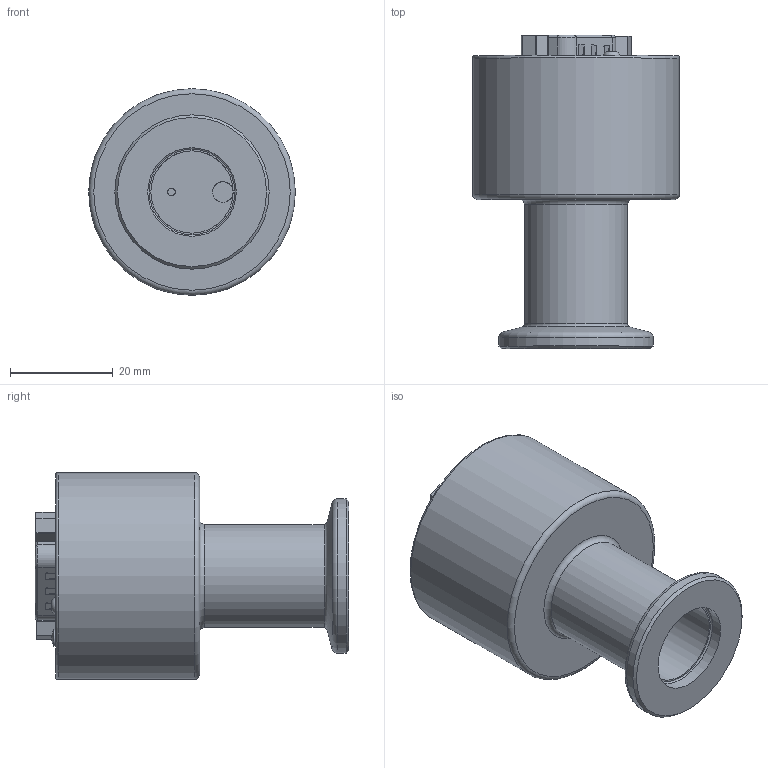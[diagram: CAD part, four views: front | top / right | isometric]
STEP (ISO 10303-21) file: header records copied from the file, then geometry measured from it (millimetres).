
FILE_DESCRIPTION(/* description */ (''),/* implementation_level */ '2;1');
FILE_NAME(/* name */ 'VPM-5-80xxxxx2.step',/* time_stamp */ '2022-09-27T13:48:10+02:00',/* author */ (''),/* organization */ (''),/* preprocessor_version */ 'ST-DEVELOPER v19',/* originating_system */ 'Autodesk Translation Framework v11.7.0.108',/* authorisation */ '');
FILE_SCHEMA (('AUTOMOTIVE_DESIGN { 1 0 10303 214 3 1 1 }'));
Length unit declared in the file: millimetre
Products named in the file (3): VPM5/7 DN16KF EXT DE15; VPM5/7 DN16KF EXT DE15_1; Component3
Assembly tree (2 placements, depth 3):
  VPM5/7 DN16KF EXT DE15
    VPM5/7 DN16KF EXT DE15_1
      Component3
Bounding box: 40.2 x 60.95 x 40.2 mm (x, y, z)
Volume: 39483 mm3; surface area: 11722.5 mm2
Topology: 1 solids, 4 shells, 507 faces, 1274 edges, 801 vertices
Faces by surface type: plane 271, cylinder 162, torus 30, bspline 25, cone 16, sphere 3
Full cylindrical faces by diameter (mm): 1.5 x2, 2 x2, 2.2 x2, 2.845 x1, 3 x1, 3.1 x4, 3.302 x1, 3.547 x2, 4 x3, 4.1 x2, 4.6 x2, 5.3 x2, 5.7 x2, 16 x1, 17.2 x1, 20 x1, 30 x1, 40.2 x1
Entity records: 17811 total; most frequent: CARTESIAN_POINT 5558, ORIENTED_EDGE 2544, DIRECTION 2527, EDGE_CURVE 1272, AXIS2_PLACEMENT_3D 890, VERTEX_POINT 801, LINE 747, VECTOR 747
